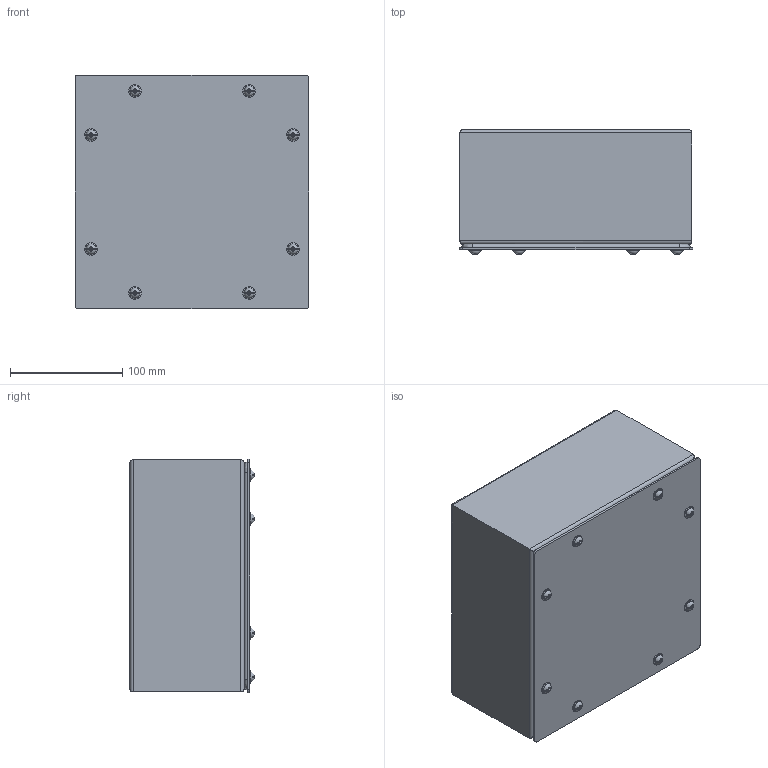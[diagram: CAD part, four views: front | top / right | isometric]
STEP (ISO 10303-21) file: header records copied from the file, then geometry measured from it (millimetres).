
FILE_DESCRIPTION (( 'STEP AP214' ), '1' );
FILE_NAME ('C3SC884GY.STEP', '2023-06-20T18:30:46', ( '' ), ( '' ), 'SwSTEP 2.0', 'SolidWorks 2021', '' );
FILE_SCHEMA (( 'AUTOMOTIVE_DESIGN' ));
Length unit declared in the file: inch
Products named in the file (1): C3SC884GY
Bounding box: 207.98 x 110.41 x 207.98 mm (x, y, z)
Volume: 340375 mm3; surface area: 397958.3 mm2
Topology: 27 solids, 28 shells, 780 faces, 1988 edges, 1304 vertices
Faces by surface type: plane 480, cylinder 152, cone 96, bspline 44, torus 8
Full cylindrical faces by diameter (mm): 3.759 x8, 4.039 x8, 4.064 x8, 4.826 x8, 6.096 x8, 6.35 x8, 6.985 x8, 9.906 x8, 11.176 x8
Entity records: 24980 total; most frequent: CARTESIAN_POINT 6749, ORIENTED_EDGE 3672, DIRECTION 3498, EDGE_CURVE 1836, AXIS2_PLACEMENT_3D 1269, VERTEX_POINT 1264, EDGE_LOOP 984, LINE 960
